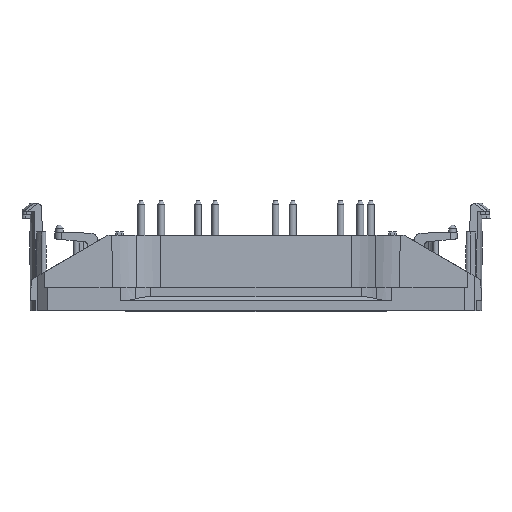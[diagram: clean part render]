
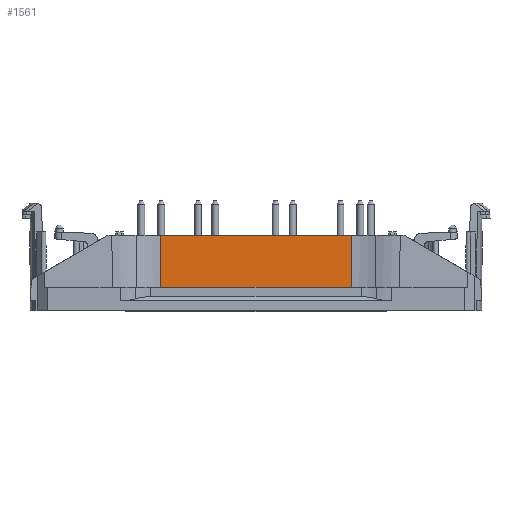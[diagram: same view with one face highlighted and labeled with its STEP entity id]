
A CAD part, front view. The second image highlights one B-rep face of the part: STEP entity #1561.
In plain terms, the highlighted planar face has unit normal (0, -1, 0.026).
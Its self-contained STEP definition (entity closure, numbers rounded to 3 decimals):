
#1561 = ADVANCED_FACE( '', ( #3816 ), #3817, .T. );
#3816 = FACE_OUTER_BOUND( '', #6895, .T. );
#3817 = PLANE( '', #6896 );
#6895 = EDGE_LOOP( '', ( #11475, #11476, #11477, #11478 ) );
#6896 = AXIS2_PLACEMENT_3D( '', #11479, #11480, #11481 );
#11475 = ORIENTED_EDGE( '', *, *, #18887, .T. );
#11476 = ORIENTED_EDGE( '', *, *, #18555, .F. );
#11477 = ORIENTED_EDGE( '', *, *, #18888, .F. );
#11478 = ORIENTED_EDGE( '', *, *, #18889, .T. );
#11479 = CARTESIAN_POINT( '', ( 0., -14.5, 1. ) );
#11480 = DIRECTION( '', ( 0., -1., 0.026 ) );
#11481 = DIRECTION( '', ( 0., -0.026, -1. ) );
#18555 = EDGE_CURVE( '', #22558, #22553, #22560, .F. );
#18887 = EDGE_CURVE( '', #23079, #22553, #23080, .T. );
#18888 = EDGE_CURVE( '', #23081, #22558, #23082, .T. );
#18889 = EDGE_CURVE( '', #23081, #23079, #23083, .F. );
#22553 = VERTEX_POINT( '', #28183 );
#22558 = VERTEX_POINT( '', #28189 );
#22560 = LINE( '', #28191, #28192 );
#23079 = VERTEX_POINT( '', #28950 );
#23080 = LINE( '', #28951, #28952 );
#23081 = VERTEX_POINT( '', #28953 );
#23082 = LINE( '', #28954, #28955 );
#23083 = LINE( '', #28956, #28957 );
#28183 = CARTESIAN_POINT( '', ( -13.977, -14.242, 10.85 ) );
#28189 = CARTESIAN_POINT( '', ( -13.895, -14.441, 3.25 ) );
#28191 = CARTESIAN_POINT( '', ( -13.978, -14.241, 10.889 ) );
#28192 = VECTOR( '', #33823, 1000. );
#28950 = CARTESIAN_POINT( '', ( 13.977, -14.242, 10.85 ) );
#28951 = CARTESIAN_POINT( '', ( 0., -14.242, 10.85 ) );
#28952 = VECTOR( '', #34148, 1000. );
#28953 = CARTESIAN_POINT( '', ( 13.895, -14.441, 3.25 ) );
#28954 = CARTESIAN_POINT( '', ( 0., -14.441, 3.25 ) );
#28955 = VECTOR( '', #34149, 1000. );
#28956 = CARTESIAN_POINT( '', ( 13.978, -14.241, 10.889 ) );
#28957 = VECTOR( '', #34150, 1000. );
#33823 = DIRECTION( '', ( 0.011, -0.026, -1. ) );
#34148 = DIRECTION( '', ( -1., 0., 0. ) );
#34149 = DIRECTION( '', ( -1., 0., 0. ) );
#34150 = DIRECTION( '', ( -0.011, -0.026, -1. ) );
